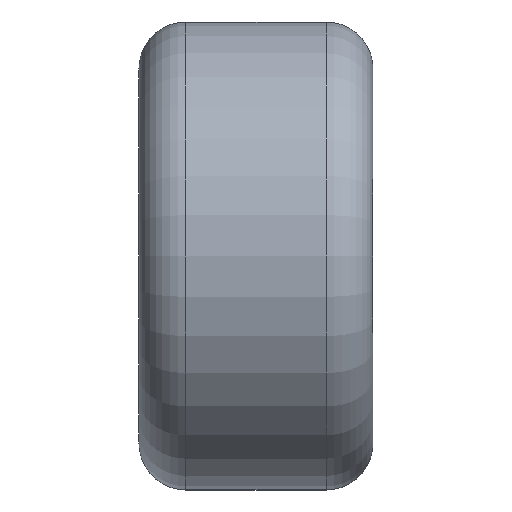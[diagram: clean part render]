
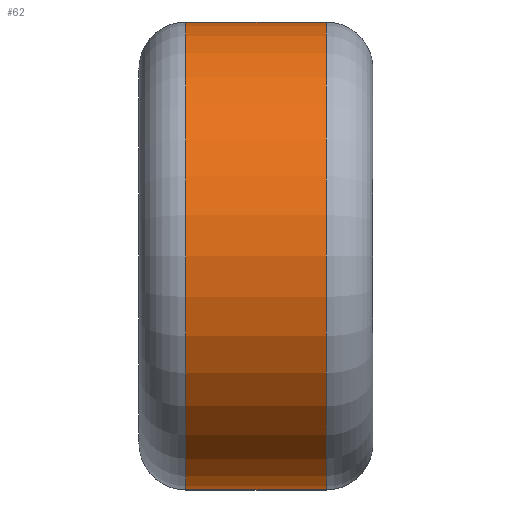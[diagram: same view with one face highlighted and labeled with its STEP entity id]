
A CAD part, left-side view. The second image highlights one B-rep face of the part: STEP entity #62.
In plain terms, the highlighted cylindrical face has radius 5 mm (diameter 10 mm), a partial arc.
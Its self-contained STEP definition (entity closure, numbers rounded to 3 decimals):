
#25 = DIRECTION ( 'NONE',  ( 0., -1., 0. ) ) ;
#27 = AXIS2_PLACEMENT_3D ( 'NONE', #336, #293, #437 ) ;
#50 = VERTEX_POINT ( 'NONE', #413 ) ;
#62 = ADVANCED_FACE ( 'NONE', ( #127 ), #234, .T. ) ;
#69 = EDGE_CURVE ( 'NONE', #259, #50, #179, .T. ) ;
#102 = VECTOR ( 'NONE', #350, 1000. ) ;
#106 = CARTESIAN_POINT ( 'NONE',  ( -11.5, 1., 5. ) ) ;
#127 = FACE_OUTER_BOUND ( 'NONE', #430, .T. ) ;
#142 = LINE ( 'NONE', #213, #378 ) ;
#145 = EDGE_CURVE ( 'NONE', #160, #370, #302, .T. ) ;
#148 = AXIS2_PLACEMENT_3D ( 'NONE', #444, #25, #440 ) ;
#160 = VERTEX_POINT ( 'NONE', #272 ) ;
#173 = DIRECTION ( 'NONE',  ( 0., -1., 0. ) ) ;
#179 = CIRCLE ( 'NONE', #148, 5. ) ;
#182 = ORIENTED_EDGE ( 'NONE', *, *, #226, .F. ) ;
#213 = CARTESIAN_POINT ( 'NONE',  ( -11.5, 5., 5. ) ) ;
#226 = EDGE_CURVE ( 'NONE', #259, #370, #142, .T. ) ;
#234 = CYLINDRICAL_SURFACE ( 'NONE', #27, 5. ) ;
#253 = EDGE_CURVE ( 'NONE', #50, #160, #348, .T. ) ;
#259 = VERTEX_POINT ( 'NONE', #277 ) ;
#272 = CARTESIAN_POINT ( 'NONE',  ( -11.5, 1., -5. ) ) ;
#273 = ORIENTED_EDGE ( 'NONE', *, *, #69, .T. ) ;
#277 = CARTESIAN_POINT ( 'NONE',  ( -11.5, 4., 5. ) ) ;
#293 = DIRECTION ( 'NONE',  ( 0., -1., 0. ) ) ;
#302 = CIRCLE ( 'NONE', #425, 5. ) ;
#308 = DIRECTION ( 'NONE',  ( 0., 0., 1. ) ) ;
#336 = CARTESIAN_POINT ( 'NONE',  ( -11.5, 5., 0. ) ) ;
#348 = LINE ( 'NONE', #380, #102 ) ;
#350 = DIRECTION ( 'NONE',  ( 0., -1., 0. ) ) ;
#365 = CARTESIAN_POINT ( 'NONE',  ( -11.5, 1., 0. ) ) ;
#367 = DIRECTION ( 'NONE',  ( 0., 1., 0. ) ) ;
#370 = VERTEX_POINT ( 'NONE', #106 ) ;
#374 = ORIENTED_EDGE ( 'NONE', *, *, #253, .T. ) ;
#378 = VECTOR ( 'NONE', #173, 1000. ) ;
#380 = CARTESIAN_POINT ( 'NONE',  ( -11.5, 5., -5. ) ) ;
#413 = CARTESIAN_POINT ( 'NONE',  ( -11.5, 4., -5. ) ) ;
#425 = AXIS2_PLACEMENT_3D ( 'NONE', #365, #367, #308 ) ;
#430 = EDGE_LOOP ( 'NONE', ( #374, #442, #182, #273 ) ) ;
#437 = DIRECTION ( 'NONE',  ( 0., 0., -1. ) ) ;
#440 = DIRECTION ( 'NONE',  ( 0., 0., 1. ) ) ;
#442 = ORIENTED_EDGE ( 'NONE', *, *, #145, .T. ) ;
#444 = CARTESIAN_POINT ( 'NONE',  ( -11.5, 4., 0. ) ) ;
